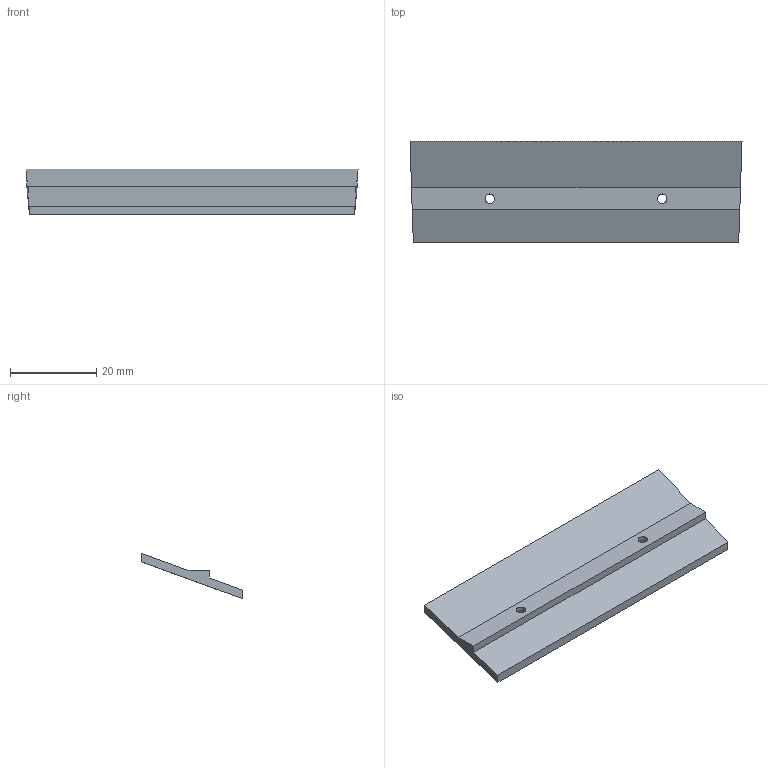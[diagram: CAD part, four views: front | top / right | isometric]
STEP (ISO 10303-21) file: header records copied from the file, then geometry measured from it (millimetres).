
FILE_DESCRIPTION(/* description */ (''),/* implementation_level */ '2;1');
FILE_NAME(/* name */ 'FocusBeam_v.1.1_stand.step',/* time_stamp */ '2026-02-03T11:18:18-06:00',/* author */ (''),/* organization */ (''),/* preprocessor_version */ 'ST-DEVELOPER v20.1',/* originating_system */ 'Autodesk Translation Framework v14.21.0.0',/* authorisation */ '');
FILE_SCHEMA (('AUTOMOTIVE_DESIGN { 1 0 10303 214 3 1 1 }'));
Length unit declared in the file: millimetre
Products named in the file (2): FocusBeam; stand
Assembly tree (1 placements, depth 2):
  FocusBeam
    stand
Bounding box: 77.06 x 23.49 x 10.55 mm (x, y, z)
Volume: 3881.9 mm3; surface area: 4371 mm2
Topology: 1 solids, 1 shells, 17 faces, 37 edges, 24 vertices
Faces by surface type: plane 11, cylinder 4, cone 2
Full cylindrical faces by diameter (mm): 2.2 x2, 3.8 x2
Entity records: 526 total; most frequent: DIRECTION 87, CARTESIAN_POINT 81, ORIENTED_EDGE 74, EDGE_CURVE 37, AXIS2_PLACEMENT_3D 30, LINE 27, VECTOR 27, VERTEX_POINT 24
